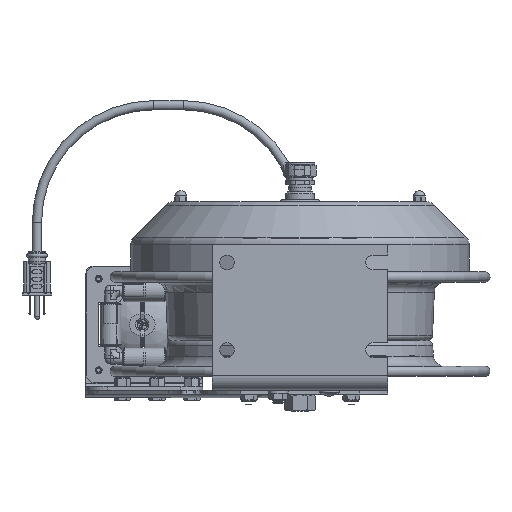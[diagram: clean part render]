
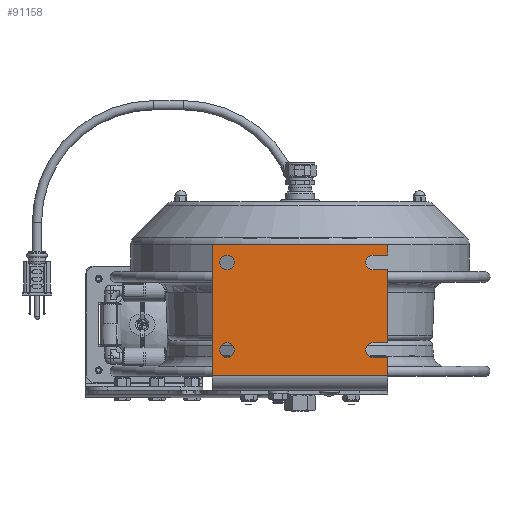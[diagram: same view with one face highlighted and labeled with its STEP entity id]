
A CAD part, front view. The second image highlights one B-rep face of the part: STEP entity #91158.
In plain terms, the highlighted planar face has unit normal (0, -1, 0).
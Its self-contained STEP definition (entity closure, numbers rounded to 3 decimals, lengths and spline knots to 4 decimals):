
#5345=FACE_BOUND('',#12027,.T.);
#5346=FACE_BOUND('',#12028,.T.);
#5977=CIRCLE('',#95215,0.25);
#5979=CIRCLE('',#95220,0.25);
#5982=CIRCLE('',#95224,0.25);
#5984=CIRCLE('',#95227,0.25);
#8500=FACE_OUTER_BOUND('',#12026,.T.);
#12026=EDGE_LOOP('',(#62153,#62154,#62155,#62156,#62157,#62158,#62159,#62160,
#62161,#62162,#62163,#62164));
#12027=EDGE_LOOP('',(#62165));
#12028=EDGE_LOOP('',(#62166));
#16170=LINE('',#119269,#25342);
#16176=LINE('',#119280,#25348);
#16177=LINE('',#119283,#25349);
#16181=LINE('',#119295,#25353);
#16186=LINE('',#119304,#25358);
#16190=LINE('',#119325,#25362);
#16198=LINE('',#119340,#25370);
#16199=LINE('',#119343,#25371);
#16200=LINE('',#119345,#25372);
#16201=LINE('',#119346,#25373);
#25342=VECTOR('',#100175,0.3937);
#25348=VECTOR('',#100183,0.3937);
#25349=VECTOR('',#100186,0.3937);
#25353=VECTOR('',#100198,0.3937);
#25358=VECTOR('',#100205,0.3937);
#25362=VECTOR('',#100229,0.3937);
#25370=VECTOR('',#100241,0.3937);
#25371=VECTOR('',#100244,0.3937);
#25372=VECTOR('',#100245,0.3937);
#25373=VECTOR('',#100246,0.3937);
#34514=VERTEX_POINT('',#119267);
#34515=VERTEX_POINT('',#119268);
#34519=VERTEX_POINT('',#119278);
#34520=VERTEX_POINT('',#119282);
#34522=VERTEX_POINT('',#119288);
#34524=VERTEX_POINT('',#119294);
#34527=VERTEX_POINT('',#119302);
#34528=VERTEX_POINT('',#119306);
#34531=VERTEX_POINT('',#119314);
#34533=VERTEX_POINT('',#119320);
#34534=VERTEX_POINT('',#119324);
#34539=VERTEX_POINT('',#119338);
#34540=VERTEX_POINT('',#119342);
#34541=VERTEX_POINT('',#119344);
#46480=EDGE_CURVE('',#34514,#34515,#16170,.T.);
#46486=EDGE_CURVE('',#34515,#34519,#16176,.T.);
#46487=EDGE_CURVE('',#34519,#34520,#16177,.T.);
#46490=EDGE_CURVE('',#34520,#34522,#5977,.T.);
#46493=EDGE_CURVE('',#34522,#34524,#16181,.T.);
#46498=EDGE_CURVE('',#34524,#34527,#16186,.T.);
#46499=EDGE_CURVE('',#34528,#34514,#5979,.T.);
#46504=EDGE_CURVE('',#34531,#34531,#5982,.T.);
#46507=EDGE_CURVE('',#34533,#34533,#5984,.T.);
#46508=EDGE_CURVE('',#34534,#34528,#16190,.T.);
#46516=EDGE_CURVE('',#34527,#34539,#16198,.T.);
#46517=EDGE_CURVE('',#34539,#34540,#16199,.T.);
#46518=EDGE_CURVE('',#34541,#34540,#16200,.T.);
#46519=EDGE_CURVE('',#34541,#34534,#16201,.T.);
#62153=ORIENTED_EDGE('',*,*,#46508,.T.);
#62154=ORIENTED_EDGE('',*,*,#46499,.T.);
#62155=ORIENTED_EDGE('',*,*,#46480,.T.);
#62156=ORIENTED_EDGE('',*,*,#46486,.T.);
#62157=ORIENTED_EDGE('',*,*,#46487,.T.);
#62158=ORIENTED_EDGE('',*,*,#46490,.T.);
#62159=ORIENTED_EDGE('',*,*,#46493,.T.);
#62160=ORIENTED_EDGE('',*,*,#46498,.T.);
#62161=ORIENTED_EDGE('',*,*,#46516,.T.);
#62162=ORIENTED_EDGE('',*,*,#46517,.T.);
#62163=ORIENTED_EDGE('',*,*,#46518,.F.);
#62164=ORIENTED_EDGE('',*,*,#46519,.T.);
#62165=ORIENTED_EDGE('',*,*,#46504,.T.);
#62166=ORIENTED_EDGE('',*,*,#46507,.T.);
#85565=PLANE('',#95231);
#91158=ADVANCED_FACE('',(#8500,#5345,#5346),#85565,.F.);
#95215=AXIS2_PLACEMENT_3D('',#119289,#100191,#100192);
#95220=AXIS2_PLACEMENT_3D('',#119307,#100208,#100209);
#95224=AXIS2_PLACEMENT_3D('',#119316,#100218,#100219);
#95227=AXIS2_PLACEMENT_3D('',#119322,#100225,#100226);
#95231=AXIS2_PLACEMENT_3D('',#119341,#100242,#100243);
#100175=DIRECTION('',(1.,0.,0.));
#100183=DIRECTION('',(0.,0.,1.));
#100186=DIRECTION('',(-1.,0.,0.));
#100191=DIRECTION('center_axis',(0.,1.,0.));
#100192=DIRECTION('ref_axis',(0.,0.,-1.));
#100198=DIRECTION('',(1.,0.,0.));
#100205=DIRECTION('',(0.,0.,1.));
#100208=DIRECTION('center_axis',(0.,1.,0.));
#100209=DIRECTION('ref_axis',(0.,0.,-1.));
#100218=DIRECTION('center_axis',(0.,1.,0.));
#100219=DIRECTION('ref_axis',(-1.,0.,0.));
#100225=DIRECTION('center_axis',(0.,1.,0.));
#100226=DIRECTION('ref_axis',(-1.,0.,0.));
#100229=DIRECTION('',(-1.,0.,0.));
#100241=DIRECTION('',(-1.,0.,0.));
#100242=DIRECTION('center_axis',(0.,1.,0.));
#100243=DIRECTION('ref_axis',(0.,0.,1.));
#100244=DIRECTION('',(0.,0.,-1.));
#100245=DIRECTION('',(-1.,0.,0.));
#100246=DIRECTION('',(0.,0.,1.));
#119267=CARTESIAN_POINT('',(2.5,-7.5,1.625));
#119268=CARTESIAN_POINT('',(3.,-7.5,1.625));
#119269=CARTESIAN_POINT('',(1.25,-7.5,1.625));
#119278=CARTESIAN_POINT('',(3.,-7.5,4.125));
#119280=CARTESIAN_POINT('',(3.,-7.5,0.));
#119282=CARTESIAN_POINT('',(2.5,-7.5,4.125));
#119283=CARTESIAN_POINT('',(1.5,-7.5,4.125));
#119288=CARTESIAN_POINT('',(2.5,-7.5,4.625));
#119289=CARTESIAN_POINT('Origin',(2.5,-7.5,4.375));
#119294=CARTESIAN_POINT('',(3.,-7.5,4.625));
#119295=CARTESIAN_POINT('',(1.25,-7.5,4.625));
#119302=CARTESIAN_POINT('',(3.,-7.5,5.));
#119304=CARTESIAN_POINT('',(3.,-7.5,0.));
#119306=CARTESIAN_POINT('',(2.5,-7.5,1.125));
#119307=CARTESIAN_POINT('Origin',(2.5,-7.5,1.375));
#119314=CARTESIAN_POINT('',(-2.25,-7.5,1.375));
#119316=CARTESIAN_POINT('Origin',(-2.5,-7.5,1.375));
#119320=CARTESIAN_POINT('',(-2.25,-7.5,4.375));
#119322=CARTESIAN_POINT('Origin',(-2.5,-7.5,4.375));
#119324=CARTESIAN_POINT('',(3.,-7.5,1.125));
#119325=CARTESIAN_POINT('',(1.5,-7.5,1.125));
#119338=CARTESIAN_POINT('',(-3.,-7.5,5.));
#119340=CARTESIAN_POINT('',(3.,-7.5,5.));
#119341=CARTESIAN_POINT('Origin',(0.,-7.5,2.5));
#119342=CARTESIAN_POINT('',(-3.,-7.5,0.5));
#119343=CARTESIAN_POINT('',(-3.,-7.5,5.));
#119344=CARTESIAN_POINT('',(3.,-7.5,0.5));
#119345=CARTESIAN_POINT('',(-3.,-7.5,0.5));
#119346=CARTESIAN_POINT('',(3.,-7.5,0.));
